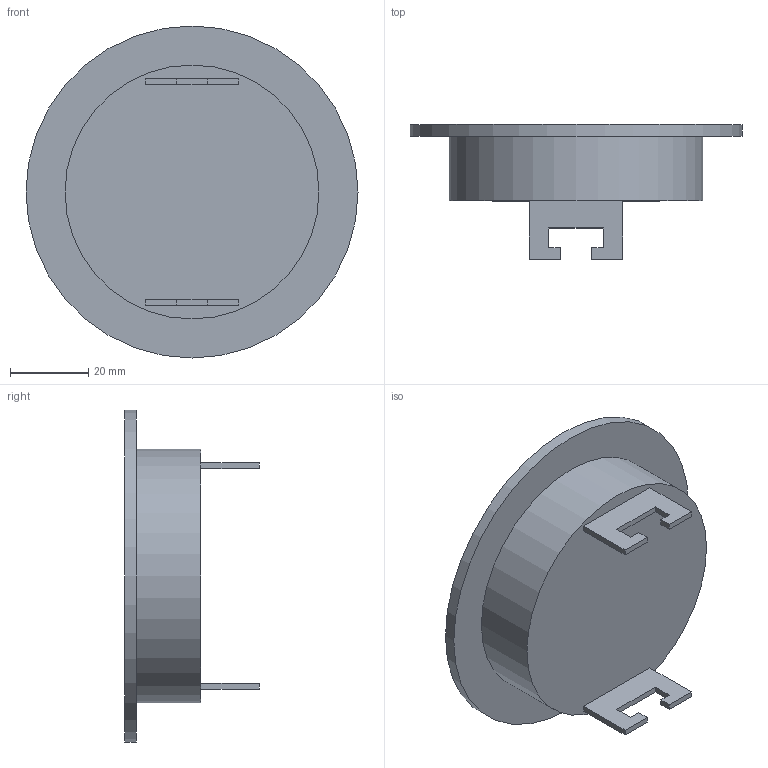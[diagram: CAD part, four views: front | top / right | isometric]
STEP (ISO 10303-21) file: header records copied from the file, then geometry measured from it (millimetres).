
FILE_DESCRIPTION(/* description */ ('Unknown'),/* implementation_level */ '2;1');
FILE_NAME(/* name */ 'SN 9100.1',/* time_stamp */ '2020-08-27T11:21:33+02:00',/* author */ ('Unknown'),/* organization */ ('Unknown'),/* preprocessor_version */ 'ST-DEVELOPER v16.7',/* originating_system */ 'Solid Edge',/* authorisation */ 'Unknown');
FILE_SCHEMA (('AUTOMOTIVE_DESIGN {1 0 10303 214 3 1 1}'));
Length unit declared in the file: millimetre
Products named in the file (1): SN 9100.1
Bounding box: 85 x 34.5 x 85 mm (x, y, z)
Volume: 66683.1 mm3; surface area: 17228.7 mm2
Topology: 1 solids, 1 shells, 33 faces, 81 edges, 54 vertices
Faces by surface type: plane 30, cylinder 3
Full cylindrical faces by diameter (mm): 50 x1, 65 x1, 85 x1
Entity records: 976 total; most frequent: CARTESIAN_POINT 166, ORIENTED_EDGE 156, DIRECTION 152, EDGE_CURVE 78, LINE 72, VECTOR 72, VERTEX_POINT 54, EDGE_LOOP 40
